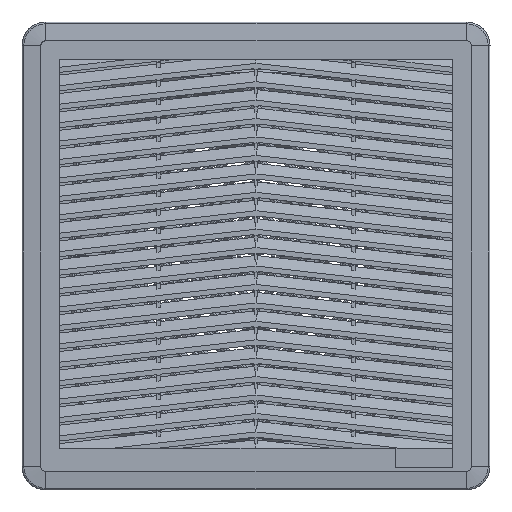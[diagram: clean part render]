
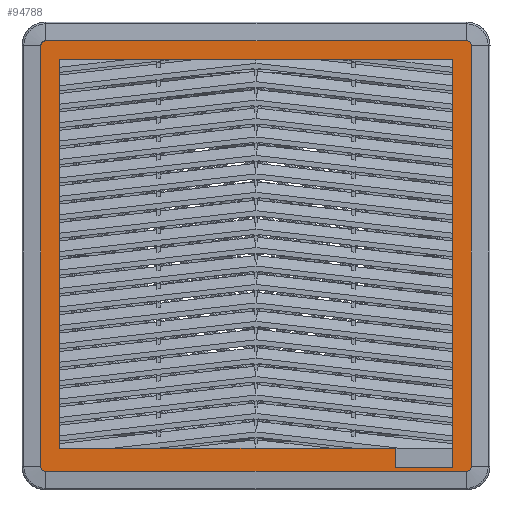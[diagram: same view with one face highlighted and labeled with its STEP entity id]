
A CAD part, front view. The second image highlights one B-rep face of the part: STEP entity #94788.
In plain terms, the highlighted planar face has unit normal (0, 1, 0).
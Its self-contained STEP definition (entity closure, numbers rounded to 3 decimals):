
#73846=DIRECTION('',(0.,0.,1.));
#73847=VECTOR('',#73846,225.001);
#73848=CARTESIAN_POINT('',(-115.,-83.4,
-112.501));
#73849=LINE('',#73848,#73847);
#73853=CARTESIAN_POINT('',(-115.,-83.4,
112.5));
#73854=CARTESIAN_POINT('',(-115.,-83.4,
112.771));
#73855=CARTESIAN_POINT('',(-114.917,-83.4,
113.285));
#73856=CARTESIAN_POINT('',(-114.559,-83.4,
113.992));
#73857=CARTESIAN_POINT('',(-113.994,-83.4,
114.557));
#73858=CARTESIAN_POINT('',(-113.288,-83.4,
114.917));
#73859=CARTESIAN_POINT('',(-112.774,-83.4,
115.));
#73860=CARTESIAN_POINT('',(-112.501,-83.4,
115.));
#73879=CARTESIAN_POINT('',(112.5,-83.4,
112.5));
#73880=DIRECTION('',(0.,-1.,0.));
#73881=DIRECTION('',(1.,0.,0.));
#73882=AXIS2_PLACEMENT_3D('',#73879,#73880,#73881);
#73887=CARTESIAN_POINT('',(-112.5,-83.4,
-112.501));
#73888=DIRECTION('',(0.,-1.,0.));
#73889=DIRECTION('',(-1.,0.,0.));
#73890=AXIS2_PLACEMENT_3D('',#73887,#73888,#73889);
#73895=CARTESIAN_POINT('',(112.5,-83.4,
-112.501));
#73896=DIRECTION('',(0.,-1.,0.));
#73897=DIRECTION('',(0.,0.,-1.));
#73898=AXIS2_PLACEMENT_3D('',#73895,#73896,#73897);
#73903=DIRECTION('',(1.,0.,0.));
#73904=VECTOR('',#73903,210.001);
#73905=CARTESIAN_POINT('',(-105.,-83.4,
105.));
#73906=LINE('',#73905,#73904);
#73910=DIRECTION('',(0.,0.,-1.));
#73911=VECTOR('',#73910,10.6);
#73912=CARTESIAN_POINT('',(105.,-83.4,
-102.601));
#73913=LINE('',#73912,#73911);
#73917=DIRECTION('',(-1.,0.,0.));
#73918=VECTOR('',#73917,30.5);
#73919=CARTESIAN_POINT('',(105.,-83.4,
-113.201));
#73920=LINE('',#73919,#73918);
#73924=DIRECTION('',(0.,0.,1.));
#73925=VECTOR('',#73924,10.4);
#73926=CARTESIAN_POINT('',(74.5,-83.4,
-113.201));
#73927=LINE('',#73926,#73925);
#73931=DIRECTION('',(-1.,0.,0.));
#73932=VECTOR('',#73931,179.501);
#73933=CARTESIAN_POINT('',(74.5,-83.4,
-102.801));
#73934=LINE('',#73933,#73932);
#73938=DIRECTION('',(0.,0.,1.));
#73939=VECTOR('',#73938,207.801);
#73940=CARTESIAN_POINT('',(-105.,-83.4,
-102.801));
#73941=LINE('',#73940,#73939);
#73945=DIRECTION('',(0.,0.,-1.));
#73946=VECTOR('',#73945,225.001);
#73947=CARTESIAN_POINT('',(115.,-83.4,
112.5));
#73948=LINE('',#73947,#73946);
#74012=DIRECTION('',(1.,0.,0.));
#74013=VECTOR('',#74012,225.002);
#74014=CARTESIAN_POINT('',(-112.501,-83.4,
115.));
#74015=LINE('',#74014,#74013);
#74572=DIRECTION('',(-1.,0.,0.));
#74573=VECTOR('',#74572,225.001);
#74574=CARTESIAN_POINT('',(112.5,-83.4,
-115.001));
#74575=LINE('',#74574,#74573);
#77808=DIRECTION('',(0.,0.,1.));
#77809=VECTOR('',#77808,207.601);
#77810=CARTESIAN_POINT('',(105.,-83.4,
-102.601));
#77811=LINE('',#77810,#77809);
#91744=CARTESIAN_POINT('',(-115.,-83.4,
112.5));
#91746=VERTEX_POINT('',#91744);
#91749=CARTESIAN_POINT('',(-115.,-83.4,
-112.501));
#91750=VERTEX_POINT('',#91749);
#91751=CARTESIAN_POINT('',(-112.501,-83.4,
115.));
#91753=VERTEX_POINT('',#91751);
#91756=CARTESIAN_POINT('',(112.5,-83.4,
115.));
#91758=VERTEX_POINT('',#91756);
#91761=CARTESIAN_POINT('',(115.,-83.4,
112.5));
#91762=VERTEX_POINT('',#91761);
#91771=CARTESIAN_POINT('',(115.,-83.4,
-112.501));
#91772=VERTEX_POINT('',#91771);
#91773=CARTESIAN_POINT('',(-112.5,-83.4,
-115.001));
#91774=VERTEX_POINT('',#91773);
#91775=CARTESIAN_POINT('',(112.5,-83.4,
-115.001));
#91776=VERTEX_POINT('',#91775);
#91777=CARTESIAN_POINT('',(-105.,-83.4,
105.));
#91778=CARTESIAN_POINT('',(105.,-83.4,
105.));
#91779=VERTEX_POINT('',#91777);
#91780=VERTEX_POINT('',#91778);
#91781=CARTESIAN_POINT('',(105.,-83.4,
-102.601));
#91782=VERTEX_POINT('',#91781);
#91783=CARTESIAN_POINT('',(105.,-83.4,
-113.201));
#91784=VERTEX_POINT('',#91783);
#91785=CARTESIAN_POINT('',(74.5,-83.4,
-113.201));
#91786=VERTEX_POINT('',#91785);
#91787=CARTESIAN_POINT('',(74.5,-83.4,
-102.801));
#91788=VERTEX_POINT('',#91787);
#91789=CARTESIAN_POINT('',(-105.,-83.4,
-102.801));
#91790=VERTEX_POINT('',#91789);
#94751=CARTESIAN_POINT('',(-115.,-83.4,
116.38));
#94752=DIRECTION('',(0.,1.,0.));
#94753=DIRECTION('',(1.,0.,0.));
#94754=AXIS2_PLACEMENT_3D('',#94751,#94752,#94753);
#94755=PLANE('',#94754);
#94757=ORIENTED_EDGE('',*,*,#94756,.F.);
#94759=ORIENTED_EDGE('',*,*,#94758,.T.);
#94761=ORIENTED_EDGE('',*,*,#94760,.F.);
#94762=ORIENTED_EDGE('',*,*,#94741,.F.);
#94763=ORIENTED_EDGE('',*,*,#94731,.F.);
#94765=ORIENTED_EDGE('',*,*,#94764,.T.);
#94767=ORIENTED_EDGE('',*,*,#94766,.F.);
#94769=ORIENTED_EDGE('',*,*,#94768,.T.);
#94770=EDGE_LOOP('',(#94757,#94759,#94761,#94762,#94763,#94765,#94767,#94769));
#94771=FACE_OUTER_BOUND('',#94770,.F.);
#94773=ORIENTED_EDGE('',*,*,#94772,.T.);
#94775=ORIENTED_EDGE('',*,*,#94774,.F.);
#94777=ORIENTED_EDGE('',*,*,#94776,.T.);
#94779=ORIENTED_EDGE('',*,*,#94778,.T.);
#94781=ORIENTED_EDGE('',*,*,#94780,.T.);
#94783=ORIENTED_EDGE('',*,*,#94782,.T.);
#94785=ORIENTED_EDGE('',*,*,#94784,.T.);
#94786=EDGE_LOOP('',(#94773,#94775,#94777,#94779,#94781,#94783,#94785));
#94787=FACE_BOUND('',#94786,.F.);
#94788=ADVANCED_FACE('',(#94771,#94787),#94755,.T.);
#73861=B_SPLINE_CURVE_WITH_KNOTS('',3,(#73853,#73854,#73855,#73856,#73857,
#73858,#73859,#73860),.UNSPECIFIED.,.F.,.F.,(4,1,1,1,1,4),(0.,0.2,0.4,
0.6,0.8,1.),.UNSPECIFIED.);
#73883=CIRCLE('',#73882,2.5);
#73891=CIRCLE('',#73890,2.5);
#73899=CIRCLE('',#73898,2.5);
#94731=EDGE_CURVE('',#91750,#91746,#73849,.T.);
#94741=EDGE_CURVE('',#91746,#91753,#73861,.T.);
#94756=EDGE_CURVE('',#91762,#91772,#73948,.T.);
#94758=EDGE_CURVE('',#91762,#91758,#73883,.T.);
#94760=EDGE_CURVE('',#91753,#91758,#74015,.T.);
#94764=EDGE_CURVE('',#91750,#91774,#73891,.T.);
#94766=EDGE_CURVE('',#91776,#91774,#74575,.T.);
#94768=EDGE_CURVE('',#91776,#91772,#73899,.T.);
#94772=EDGE_CURVE('',#91779,#91780,#73906,.T.);
#94774=EDGE_CURVE('',#91782,#91780,#77811,.T.);
#94776=EDGE_CURVE('',#91782,#91784,#73913,.T.);
#94778=EDGE_CURVE('',#91784,#91786,#73920,.T.);
#94780=EDGE_CURVE('',#91786,#91788,#73927,.T.);
#94782=EDGE_CURVE('',#91788,#91790,#73934,.T.);
#94784=EDGE_CURVE('',#91790,#91779,#73941,.T.);
